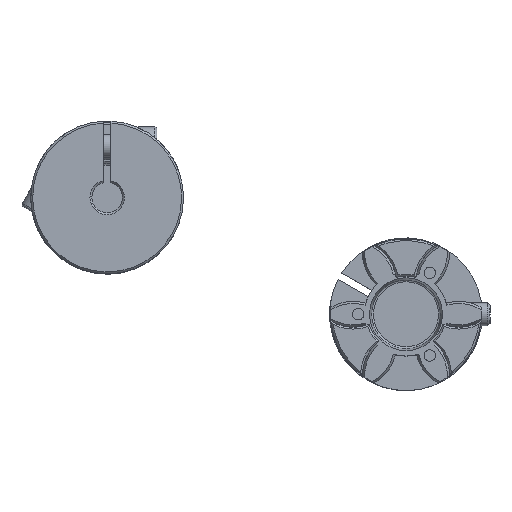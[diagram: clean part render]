
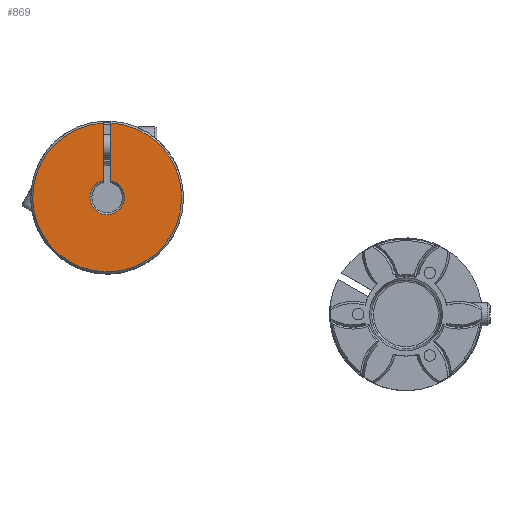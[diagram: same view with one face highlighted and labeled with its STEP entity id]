
A CAD part, top view. The second image highlights one B-rep face of the part: STEP entity #869.
In plain terms, the highlighted face is planar.
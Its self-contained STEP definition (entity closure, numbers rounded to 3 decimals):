
#869 = ADVANCED_FACE( 'NONE', ( #1633 ), #1634, .F. );
#1633 = FACE_OUTER_BOUND( '', #2041, .T. );
#1634 = PLANE( '', #2042 );
#2041 = EDGE_LOOP( '', ( #2708, #2709, #2710, #2711 ) );
#2042 = AXIS2_PLACEMENT_3D( '', #2712, #2713, #2714 );
#2708 = ORIENTED_EDGE( '', *, *, #3622, .F. );
#2709 = ORIENTED_EDGE( '', *, *, #3666, .T. );
#2710 = ORIENTED_EDGE( '', *, *, #3667, .T. );
#2711 = ORIENTED_EDGE( '', *, *, #3668, .T. );
#2712 = CARTESIAN_POINT( '', ( 0., 0., -25. ) );
#2713 = DIRECTION( '', ( 0., 0., 1. ) );
#2714 = DIRECTION( '', ( 1., 0., 0. ) );
#3622 = EDGE_CURVE( 'NONE', #4084, #4086, #4087, .F. );
#3666 = EDGE_CURVE( 'NONE', #4084, #4160, #4161, .T. );
#3667 = EDGE_CURVE( 'NONE', #4160, #4162, #4163, .T. );
#3668 = EDGE_CURVE( 'NONE', #4162, #4086, #4164, .F. );
#4084 = VERTEX_POINT( 'NONE', #4357 );
#4086 = VERTEX_POINT( 'NONE', #4362 );
#4087 = LINE( '', #4363, #4364 );
#4160 = VERTEX_POINT( 'NONE', #4674 );
#4161 = CIRCLE( '', #4675, 4.5 );
#4162 = VERTEX_POINT( 'NONE', #4676 );
#4163 = LINE( '', #4677, #4678 );
#4164 = CIRCLE( '', #4679, 19.5 );
#4357 = CARTESIAN_POINT( '', ( -4.3, 1.328, -25. ) );
#4362 = CARTESIAN_POINT( '', ( -17.365, 8.871, -25. ) );
#4363 = CARTESIAN_POINT( '', ( -22.395, 11.775, -25. ) );
#4364 = VECTOR( '', #4899, 1000. );
#4674 = CARTESIAN_POINT( '', ( -3.3, 3.06, -25. ) );
#4675 = AXIS2_PLACEMENT_3D( '', #4966, #4967, #4968 );
#4676 = CARTESIAN_POINT( '', ( -16.365, 10.603, -25. ) );
#4677 = CARTESIAN_POINT( '', ( 0.5, 0.866, -25. ) );
#4678 = VECTOR( '', #4969, 1000. );
#4679 = AXIS2_PLACEMENT_3D( '', #4970, #4971, #4972 );
#4899 = DIRECTION( '', ( 0.866, -0.5, 0. ) );
#4966 = CARTESIAN_POINT( '', ( 0., 0., -25. ) );
#4967 = DIRECTION( '', ( 0., 0., 1. ) );
#4968 = DIRECTION( '', ( 1., 0., 0. ) );
#4969 = DIRECTION( '', ( -0.866, 0.5, 0. ) );
#4970 = CARTESIAN_POINT( '', ( 0., 0., -25. ) );
#4971 = DIRECTION( '', ( 0., 0., 1. ) );
#4972 = DIRECTION( '', ( 1., 0., 0. ) );
